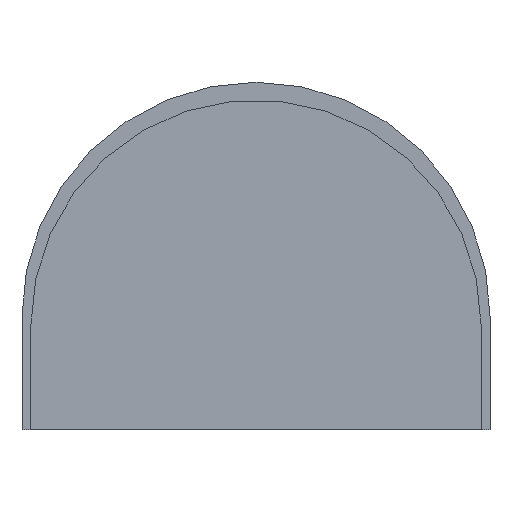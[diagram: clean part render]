
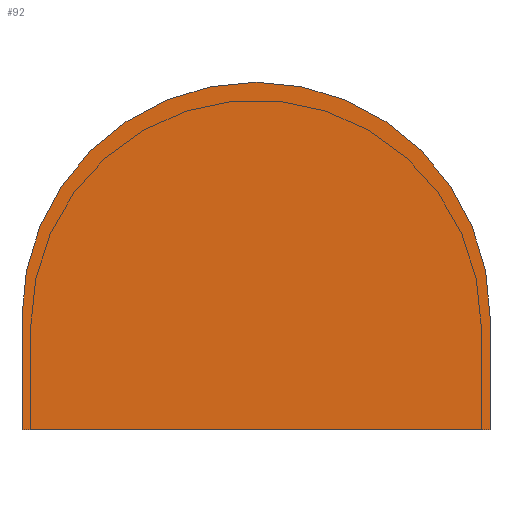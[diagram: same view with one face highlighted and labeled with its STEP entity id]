
A CAD part, front view. The second image highlights one B-rep face of the part: STEP entity #92.
In plain terms, the highlighted planar face has unit normal (0, -1, 0).
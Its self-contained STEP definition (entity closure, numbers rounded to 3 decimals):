
#92 = ADVANCED_FACE( '', ( #159 ), #160, .T. );
#159 = FACE_OUTER_BOUND( '', #209, .T. );
#160 = PLANE( '', #210 );
#209 = EDGE_LOOP( '', ( #282, #283, #284, #285 ) );
#210 = AXIS2_PLACEMENT_3D( '', #286, #287, #288 );
#282 = ORIENTED_EDGE( '', *, *, #346, .T. );
#283 = ORIENTED_EDGE( '', *, *, #349, .T. );
#284 = ORIENTED_EDGE( '', *, *, #350, .T. );
#285 = ORIENTED_EDGE( '', *, *, #351, .T. );
#286 = CARTESIAN_POINT( '', ( 0., -500.1, 0.96 ) );
#287 = DIRECTION( '', ( 0., -1., 0. ) );
#288 = DIRECTION( '', ( 0., 0., -1. ) );
#346 = EDGE_CURVE( '', #395, #393, #396, .T. );
#349 = EDGE_CURVE( '', #393, #399, #400, .T. );
#350 = EDGE_CURVE( '', #399, #401, #402, .T. );
#351 = EDGE_CURVE( '', #401, #395, #403, .T. );
#393 = VERTEX_POINT( '', #458 );
#395 = VERTEX_POINT( '', #461 );
#396 = LINE( '', #462, #463 );
#399 = VERTEX_POINT( '', #467 );
#400 = CIRCLE( '', #468, 1.98 );
#401 = VERTEX_POINT( '', #469 );
#402 = LINE( '', #470, #471 );
#403 = LINE( '', #472, #473 );
#458 = CARTESIAN_POINT( '', ( 1.98, -500.1, 0.96 ) );
#461 = CARTESIAN_POINT( '', ( 1.98, -500.1, 0. ) );
#462 = CARTESIAN_POINT( '', ( 1.98, -500.1, 0. ) );
#463 = VECTOR( '', #505, 1000. );
#467 = CARTESIAN_POINT( '', ( -1.98, -500.1, 0.96 ) );
#468 = AXIS2_PLACEMENT_3D( '', #507, #508, #509 );
#469 = CARTESIAN_POINT( '', ( -1.98, -500.1, 0. ) );
#470 = CARTESIAN_POINT( '', ( -1.98, -500.1, 0.96 ) );
#471 = VECTOR( '', #510, 1000. );
#472 = CARTESIAN_POINT( '', ( -1.98, -500.1, 0. ) );
#473 = VECTOR( '', #511, 1000. );
#505 = DIRECTION( '', ( 0., 0., 1. ) );
#507 = CARTESIAN_POINT( '', ( 0., -500.1, 0.96 ) );
#508 = DIRECTION( '', ( 0., -1., 0. ) );
#509 = DIRECTION( '', ( 1., 0., 0. ) );
#510 = DIRECTION( '', ( 0., 0., -1. ) );
#511 = DIRECTION( '', ( 1., 0., 0. ) );
